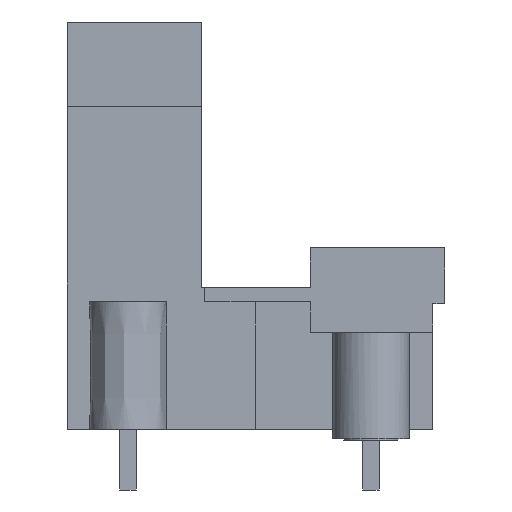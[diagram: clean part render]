
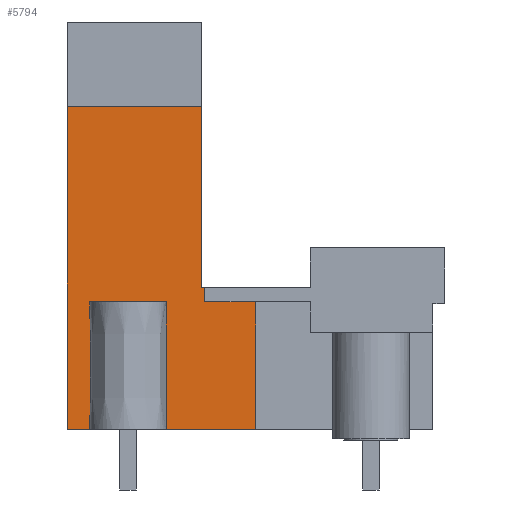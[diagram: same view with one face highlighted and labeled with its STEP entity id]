
A CAD part, left-side view. The second image highlights one B-rep face of the part: STEP entity #5794.
In plain terms, the highlighted planar face has unit normal (-1, 0, 0).
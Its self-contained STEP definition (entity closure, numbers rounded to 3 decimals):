
#5719=AXIS2_PLACEMENT_3D('Plane Axis2P3D',#5716,#5717,#5718) ;
#3209=CARTESIAN_POINT('Vertex',(3.84,23.67,3.8)) ;
#3212=CARTESIAN_POINT('Line Origine',(3.84,23.67,13.93)) ;
#3216=CARTESIAN_POINT('Vertex',(3.84,23.67,24.06)) ;
#3513=CARTESIAN_POINT('Vertex',(3.84,15.24,24.06)) ;
#3516=CARTESIAN_POINT('Line Origine',(3.84,15.24,18.38)) ;
#3520=CARTESIAN_POINT('Vertex',(3.84,15.24,12.7)) ;
#4049=CARTESIAN_POINT('Vertex',(3.84,21.887,3.8)) ;
#4052=CARTESIAN_POINT('Line Origine',(3.84,22.779,3.8)) ;
#4266=CARTESIAN_POINT('Vertex',(3.84,11.84,3.8)) ;
#4269=CARTESIAN_POINT('Line Origine',(3.84,13.165,3.8)) ;
#4273=CARTESIAN_POINT('Vertex',(3.84,14.49,3.8)) ;
#4276=CARTESIAN_POINT('Line Origine',(3.84,16.171,3.8)) ;
#4280=CARTESIAN_POINT('Vertex',(3.84,17.853,3.8)) ;
#5716=CARTESIAN_POINT('Axis2P3D Location',(3.84,23.67,3.2)) ;
#5721=CARTESIAN_POINT('Line Origine',(3.84,20.055,24.06)) ;
#5725=CARTESIAN_POINT('Vertex',(3.84,16.44,24.06)) ;
#5728=CARTESIAN_POINT('Line Origine',(3.84,21.887,7.8)) ;
#5732=CARTESIAN_POINT('Vertex',(3.84,21.887,11.8)) ;
#5735=CARTESIAN_POINT('Line Origine',(3.84,19.87,11.8)) ;
#5739=CARTESIAN_POINT('Vertex',(3.84,17.853,11.8)) ;
#5742=CARTESIAN_POINT('Line Origine',(3.84,17.853,7.8)) ;
#5747=CARTESIAN_POINT('Line Origine',(3.84,11.84,7.8)) ;
#5751=CARTESIAN_POINT('Vertex',(3.84,11.84,11.8)) ;
#5754=CARTESIAN_POINT('Line Origine',(3.84,13.44,11.8)) ;
#5758=CARTESIAN_POINT('Vertex',(3.84,15.04,11.8)) ;
#5761=CARTESIAN_POINT('Line Origine',(3.84,15.04,12.25)) ;
#5765=CARTESIAN_POINT('Vertex',(3.84,15.04,12.7)) ;
#5768=CARTESIAN_POINT('Line Origine',(3.84,15.14,12.7)) ;
#5773=CARTESIAN_POINT('Line Origine',(3.84,15.84,24.06)) ;
#3213=DIRECTION('Vector Direction',(0.,0.,1.)) ;
#3517=DIRECTION('Vector Direction',(0.,0.,1.)) ;
#4053=DIRECTION('Vector Direction',(0.,1.,0.)) ;
#4270=DIRECTION('Vector Direction',(0.,-1.,0.)) ;
#4277=DIRECTION('Vector Direction',(0.,1.,0.)) ;
#5717=DIRECTION('Axis2P3D Direction',(-1.,0.,0.)) ;
#5718=DIRECTION('Axis2P3D XDirection',(0.,-1.,0.)) ;
#5722=DIRECTION('Vector Direction',(0.,1.,0.)) ;
#5729=DIRECTION('Vector Direction',(0.,0.,1.)) ;
#5736=DIRECTION('Vector Direction',(0.,1.,0.)) ;
#5743=DIRECTION('Vector Direction',(0.,0.,1.)) ;
#5748=DIRECTION('Vector Direction',(0.,0.,1.)) ;
#5755=DIRECTION('Vector Direction',(0.,1.,0.)) ;
#5762=DIRECTION('Vector Direction',(0.,0.,-1.)) ;
#5769=DIRECTION('Vector Direction',(0.,-1.,0.)) ;
#5774=DIRECTION('Vector Direction',(0.,-1.,0.)) ;
#3214=VECTOR('Line Direction',#3213,1.) ;
#3518=VECTOR('Line Direction',#3517,1.) ;
#4054=VECTOR('Line Direction',#4053,1.) ;
#4271=VECTOR('Line Direction',#4270,1.) ;
#4278=VECTOR('Line Direction',#4277,1.) ;
#5723=VECTOR('Line Direction',#5722,1.) ;
#5730=VECTOR('Line Direction',#5729,1.) ;
#5737=VECTOR('Line Direction',#5736,1.) ;
#5744=VECTOR('Line Direction',#5743,1.) ;
#5749=VECTOR('Line Direction',#5748,1.) ;
#5756=VECTOR('Line Direction',#5755,1.) ;
#5763=VECTOR('Line Direction',#5762,1.) ;
#5770=VECTOR('Line Direction',#5769,1.) ;
#5775=VECTOR('Line Direction',#5774,1.) ;
#5779=ORIENTED_EDGE('',*,*,#5727,.T.) ;
#5780=ORIENTED_EDGE('',*,*,#3218,.T.) ;
#5781=ORIENTED_EDGE('',*,*,#4056,.F.) ;
#5782=ORIENTED_EDGE('',*,*,#5734,.T.) ;
#5783=ORIENTED_EDGE('',*,*,#5741,.F.) ;
#5784=ORIENTED_EDGE('',*,*,#5746,.F.) ;
#5785=ORIENTED_EDGE('',*,*,#4282,.F.) ;
#5786=ORIENTED_EDGE('',*,*,#4275,.T.) ;
#5787=ORIENTED_EDGE('',*,*,#5753,.T.) ;
#5788=ORIENTED_EDGE('',*,*,#5760,.T.) ;
#5789=ORIENTED_EDGE('',*,*,#5767,.F.) ;
#5790=ORIENTED_EDGE('',*,*,#5772,.F.) ;
#5791=ORIENTED_EDGE('',*,*,#3522,.T.) ;
#5792=ORIENTED_EDGE('',*,*,#5777,.T.) ;
#5794=ADVANCED_FACE('HOUSING',(#5793),#5720,.T.) ;
#3218=EDGE_CURVE('',#3217,#3210,#3215,.F.) ;
#3522=EDGE_CURVE('',#3521,#3514,#3519,.T.) ;
#4056=EDGE_CURVE('',#4050,#3210,#4055,.T.) ;
#4275=EDGE_CURVE('',#4274,#4267,#4272,.T.) ;
#4282=EDGE_CURVE('',#4274,#4281,#4279,.T.) ;
#5727=EDGE_CURVE('',#5726,#3217,#5724,.T.) ;
#5734=EDGE_CURVE('',#4050,#5733,#5731,.T.) ;
#5741=EDGE_CURVE('',#5740,#5733,#5738,.T.) ;
#5746=EDGE_CURVE('',#4281,#5740,#5745,.T.) ;
#5753=EDGE_CURVE('',#4267,#5752,#5750,.T.) ;
#5760=EDGE_CURVE('',#5752,#5759,#5757,.T.) ;
#5767=EDGE_CURVE('',#5766,#5759,#5764,.T.) ;
#5772=EDGE_CURVE('',#3521,#5766,#5771,.T.) ;
#5777=EDGE_CURVE('',#3514,#5726,#5776,.F.) ;
#5778=EDGE_LOOP('',(#5779,#5780,#5781,#5782,#5783,#5784,#5785,#5786,#5787,#5788,#5789,#5790,#5791,#5792)) ;
#5793=FACE_OUTER_BOUND('',#5778,.T.) ;
#3215=LINE('Line',#3212,#3214) ;
#3519=LINE('Line',#3516,#3518) ;
#4055=LINE('Line',#4052,#4054) ;
#4272=LINE('Line',#4269,#4271) ;
#4279=LINE('Line',#4276,#4278) ;
#5724=LINE('Line',#5721,#5723) ;
#5731=LINE('Line',#5728,#5730) ;
#5738=LINE('Line',#5735,#5737) ;
#5745=LINE('Line',#5742,#5744) ;
#5750=LINE('Line',#5747,#5749) ;
#5757=LINE('Line',#5754,#5756) ;
#5764=LINE('Line',#5761,#5763) ;
#5771=LINE('Line',#5768,#5770) ;
#5776=LINE('Line',#5773,#5775) ;
#5720=PLANE('',#5719) ;
#3210=VERTEX_POINT('',#3209) ;
#3217=VERTEX_POINT('',#3216) ;
#3514=VERTEX_POINT('',#3513) ;
#3521=VERTEX_POINT('',#3520) ;
#4050=VERTEX_POINT('',#4049) ;
#4267=VERTEX_POINT('',#4266) ;
#4274=VERTEX_POINT('',#4273) ;
#4281=VERTEX_POINT('',#4280) ;
#5726=VERTEX_POINT('',#5725) ;
#5733=VERTEX_POINT('',#5732) ;
#5740=VERTEX_POINT('',#5739) ;
#5752=VERTEX_POINT('',#5751) ;
#5759=VERTEX_POINT('',#5758) ;
#5766=VERTEX_POINT('',#5765) ;
